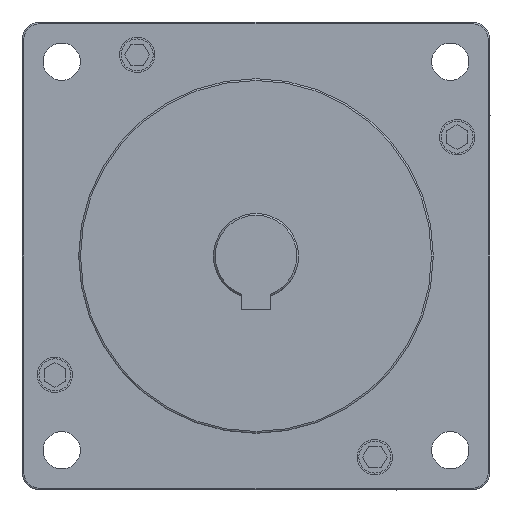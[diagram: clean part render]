
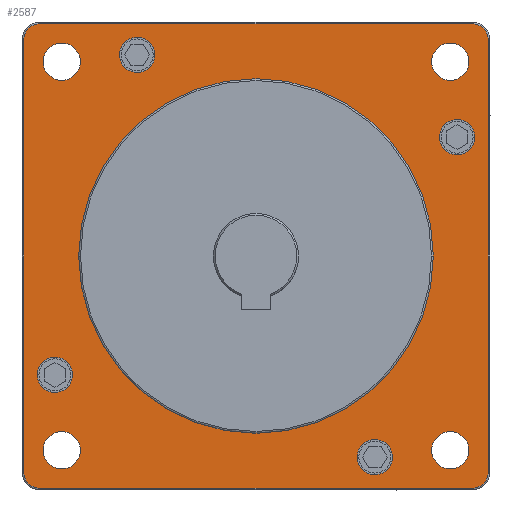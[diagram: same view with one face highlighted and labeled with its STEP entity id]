
A CAD part, left-side view. The second image highlights one B-rep face of the part: STEP entity #2587.
In plain terms, the highlighted planar face has unit normal (-1, 0, 0).
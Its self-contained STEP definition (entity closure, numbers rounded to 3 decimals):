
#1=CARTESIAN_POINT('',(0.,-54.8,-54.8));
#2=DIRECTION('',(-1.,0.,0.));
#3=DIRECTION('',(0.,-1.,0.));
#4=AXIS2_PLACEMENT_3D('',#1,#2,#3);
#6=CARTESIAN_POINT('',(0.,-54.8,-54.8));
#7=DIRECTION('',(-1.,0.,0.));
#8=DIRECTION('',(0.,1.,0.));
#9=AXIS2_PLACEMENT_3D('',#6,#7,#8);
#11=CARTESIAN_POINT('',(0.,54.8,-54.8));
#12=DIRECTION('',(-1.,0.,0.));
#13=DIRECTION('',(0.,-1.,0.));
#14=AXIS2_PLACEMENT_3D('',#11,#12,#13);
#16=CARTESIAN_POINT('',(0.,54.8,-54.8));
#17=DIRECTION('',(-1.,0.,0.));
#18=DIRECTION('',(0.,1.,0.));
#19=AXIS2_PLACEMENT_3D('',#16,#17,#18);
#21=CARTESIAN_POINT('',(0.,54.8,54.8));
#22=DIRECTION('',(-1.,0.,0.));
#23=DIRECTION('',(0.,-1.,0.));
#24=AXIS2_PLACEMENT_3D('',#21,#22,#23);
#26=CARTESIAN_POINT('',(0.,54.8,54.8));
#27=DIRECTION('',(-1.,0.,0.));
#28=DIRECTION('',(0.,1.,0.));
#29=AXIS2_PLACEMENT_3D('',#26,#27,#28);
#31=CARTESIAN_POINT('',(0.,-54.8,54.8));
#32=DIRECTION('',(-1.,0.,0.));
#33=DIRECTION('',(0.,-1.,0.));
#34=AXIS2_PLACEMENT_3D('',#31,#32,#33);
#36=CARTESIAN_POINT('',(0.,-54.8,54.8));
#37=DIRECTION('',(-1.,0.,0.));
#38=DIRECTION('',(0.,1.,0.));
#39=AXIS2_PLACEMENT_3D('',#36,#37,#38);
#41=CARTESIAN_POINT('',(0.,0.,0.));
#42=DIRECTION('',(-1.,0.,0.));
#43=DIRECTION('',(0.,1.,0.));
#44=AXIS2_PLACEMENT_3D('',#41,#42,#43);
#46=CARTESIAN_POINT('',(0.,0.,0.));
#47=DIRECTION('',(-1.,0.,0.));
#48=DIRECTION('',(0.,-1.,0.));
#49=AXIS2_PLACEMENT_3D('',#46,#47,#48);
#51=CARTESIAN_POINT('',(0.,-61.,-61.));
#52=DIRECTION('',(-1.,0.,0.));
#53=DIRECTION('',(0.,0.,-1.));
#54=AXIS2_PLACEMENT_3D('',#51,#52,#53);
#56=DIRECTION('',(0.,-1.,0.));
#57=VECTOR('',#56,122.);
#58=CARTESIAN_POINT('',(0.,61.,-65.5));
#59=LINE('',#58,#57);
#60=CARTESIAN_POINT('',(0.,61.,-61.));
#61=DIRECTION('',(-1.,0.,0.));
#62=DIRECTION('',(0.,1.,0.));
#63=AXIS2_PLACEMENT_3D('',#60,#61,#62);
#65=DIRECTION('',(0.,0.,-1.));
#66=VECTOR('',#65,122.);
#67=CARTESIAN_POINT('',(0.,65.5,61.));
#68=LINE('',#67,#66);
#69=CARTESIAN_POINT('',(0.,61.,61.));
#70=DIRECTION('',(-1.,0.,0.));
#71=DIRECTION('',(0.,0.,1.));
#72=AXIS2_PLACEMENT_3D('',#69,#70,#71);
#74=DIRECTION('',(0.,1.,0.));
#75=VECTOR('',#74,122.);
#76=CARTESIAN_POINT('',(0.,-61.,65.5));
#77=LINE('',#76,#75);
#78=CARTESIAN_POINT('',(0.,-61.,61.));
#79=DIRECTION('',(-1.,0.,0.));
#80=DIRECTION('',(0.,-1.,0.));
#81=AXIS2_PLACEMENT_3D('',#78,#79,#80);
#83=DIRECTION('',(0.,0.,1.));
#84=VECTOR('',#83,122.);
#85=CARTESIAN_POINT('',(0.,-65.5,-61.));
#86=LINE('',#85,#84);
#87=CARTESIAN_POINT('',(0.,-33.53,-56.72));
#88=DIRECTION('',(-1.,0.,0.));
#89=DIRECTION('',(0.,1.,0.));
#90=AXIS2_PLACEMENT_3D('',#87,#88,#89);
#92=CARTESIAN_POINT('',(0.,-33.53,-56.72));
#93=DIRECTION('',(-1.,0.,0.));
#94=DIRECTION('',(0.,-1.,0.));
#95=AXIS2_PLACEMENT_3D('',#92,#93,#94);
#131=CARTESIAN_POINT('',(0.,-56.72,33.53));
#132=DIRECTION('',(-1.,0.,0.));
#133=DIRECTION('',(0.,0.,-1.));
#134=AXIS2_PLACEMENT_3D('',#131,#132,#133);
#136=CARTESIAN_POINT('',(0.,-56.72,33.53));
#137=DIRECTION('',(-1.,0.,0.));
#138=DIRECTION('',(0.,0.,1.));
#139=AXIS2_PLACEMENT_3D('',#136,#137,#138);
#175=CARTESIAN_POINT('',(0.,33.53,56.72));
#176=DIRECTION('',(-1.,0.,0.));
#177=DIRECTION('',(0.,-1.,0.));
#178=AXIS2_PLACEMENT_3D('',#175,#176,#177);
#180=CARTESIAN_POINT('',(0.,33.53,56.72));
#181=DIRECTION('',(-1.,0.,0.));
#182=DIRECTION('',(0.,1.,0.));
#183=AXIS2_PLACEMENT_3D('',#180,#181,#182);
#219=CARTESIAN_POINT('',(0.,56.72,-33.53));
#220=DIRECTION('',(-1.,0.,0.));
#221=DIRECTION('',(0.,0.,1.));
#222=AXIS2_PLACEMENT_3D('',#219,#220,#221);
#224=CARTESIAN_POINT('',(0.,56.72,-33.53));
#225=DIRECTION('',(-1.,0.,0.));
#226=DIRECTION('',(0.,0.,-1.));
#227=AXIS2_PLACEMENT_3D('',#224,#225,#226);
#2046=CARTESIAN_POINT('',(0.,-60.05,-54.8));
#2047=CARTESIAN_POINT('',(0.,-49.55,-54.8));
#2048=VERTEX_POINT('',#2046);
#2049=VERTEX_POINT('',#2047);
#2050=CARTESIAN_POINT('',(0.,49.55,-54.8));
#2051=CARTESIAN_POINT('',(0.,60.05,-54.8));
#2052=VERTEX_POINT('',#2050);
#2053=VERTEX_POINT('',#2051);
#2054=CARTESIAN_POINT('',(0.,49.55,54.8));
#2055=CARTESIAN_POINT('',(0.,60.05,54.8));
#2056=VERTEX_POINT('',#2054);
#2057=VERTEX_POINT('',#2055);
#2058=CARTESIAN_POINT('',(0.,-60.05,54.8));
#2059=CARTESIAN_POINT('',(0.,-49.55,54.8));
#2060=VERTEX_POINT('',#2058);
#2061=VERTEX_POINT('',#2059);
#2278=CARTESIAN_POINT('',(0.,50.,0.));
#2279=CARTESIAN_POINT('',(0.,-50.,0.));
#2280=VERTEX_POINT('',#2278);
#2281=VERTEX_POINT('',#2279);
#2294=CARTESIAN_POINT('',(0.,-61.,-65.5));
#2295=CARTESIAN_POINT('',(0.,-65.5,-61.));
#2296=VERTEX_POINT('',#2294);
#2297=VERTEX_POINT('',#2295);
#2302=CARTESIAN_POINT('',(0.,-65.5,61.));
#2303=VERTEX_POINT('',#2302);
#2306=CARTESIAN_POINT('',(0.,-61.,65.5));
#2307=VERTEX_POINT('',#2306);
#2310=CARTESIAN_POINT('',(0.,61.,65.5));
#2311=VERTEX_POINT('',#2310);
#2314=CARTESIAN_POINT('',(0.,65.5,61.));
#2315=VERTEX_POINT('',#2314);
#2318=CARTESIAN_POINT('',(0.,65.5,-61.));
#2319=VERTEX_POINT('',#2318);
#2322=CARTESIAN_POINT('',(0.,61.,-65.5));
#2323=VERTEX_POINT('',#2322);
#2358=CARTESIAN_POINT('',(0.,-28.53,-56.72));
#2359=CARTESIAN_POINT('',(0.,-38.53,-56.72));
#2360=VERTEX_POINT('',#2358);
#2361=VERTEX_POINT('',#2359);
#2398=CARTESIAN_POINT('',(0.,-56.72,28.53));
#2399=CARTESIAN_POINT('',(0.,-56.72,38.53));
#2400=VERTEX_POINT('',#2398);
#2401=VERTEX_POINT('',#2399);
#2438=CARTESIAN_POINT('',(0.,28.53,56.72));
#2439=CARTESIAN_POINT('',(0.,38.53,56.72));
#2440=VERTEX_POINT('',#2438);
#2441=VERTEX_POINT('',#2439);
#2478=CARTESIAN_POINT('',(0.,56.72,-28.53));
#2479=CARTESIAN_POINT('',(0.,56.72,-38.53));
#2480=VERTEX_POINT('',#2478);
#2481=VERTEX_POINT('',#2479);
#2510=CARTESIAN_POINT('',(0.,0.,0.));
#2511=DIRECTION('',(1.,0.,0.));
#2512=DIRECTION('',(0.,-1.,0.));
#2513=AXIS2_PLACEMENT_3D('',#2510,#2511,#2512);
#2514=PLANE('',#2513);
#2516=ORIENTED_EDGE('',*,*,#2515,.F.);
#2518=ORIENTED_EDGE('',*,*,#2517,.F.);
#2520=ORIENTED_EDGE('',*,*,#2519,.F.);
#2522=ORIENTED_EDGE('',*,*,#2521,.F.);
#2524=ORIENTED_EDGE('',*,*,#2523,.F.);
#2526=ORIENTED_EDGE('',*,*,#2525,.F.);
#2528=ORIENTED_EDGE('',*,*,#2527,.F.);
#2530=ORIENTED_EDGE('',*,*,#2529,.F.);
#2531=EDGE_LOOP('',(#2516,#2518,#2520,#2522,#2524,#2526,#2528,#2530));
#2532=FACE_OUTER_BOUND('',#2531,.F.);
#2534=ORIENTED_EDGE('',*,*,#2533,.T.);
#2536=ORIENTED_EDGE('',*,*,#2535,.T.);
#2537=EDGE_LOOP('',(#2534,#2536));
#2538=FACE_BOUND('',#2537,.F.);
#2540=ORIENTED_EDGE('',*,*,#2539,.T.);
#2542=ORIENTED_EDGE('',*,*,#2541,.T.);
#2543=EDGE_LOOP('',(#2540,#2542));
#2544=FACE_BOUND('',#2543,.F.);
#2546=ORIENTED_EDGE('',*,*,#2545,.T.);
#2548=ORIENTED_EDGE('',*,*,#2547,.T.);
#2549=EDGE_LOOP('',(#2546,#2548));
#2550=FACE_BOUND('',#2549,.F.);
#2552=ORIENTED_EDGE('',*,*,#2551,.T.);
#2554=ORIENTED_EDGE('',*,*,#2553,.T.);
#2555=EDGE_LOOP('',(#2552,#2554));
#2556=FACE_BOUND('',#2555,.F.);
#2558=ORIENTED_EDGE('',*,*,#2557,.T.);
#2560=ORIENTED_EDGE('',*,*,#2559,.T.);
#2561=EDGE_LOOP('',(#2558,#2560));
#2562=FACE_BOUND('',#2561,.F.);
#2564=ORIENTED_EDGE('',*,*,#2563,.T.);
#2566=ORIENTED_EDGE('',*,*,#2565,.T.);
#2567=EDGE_LOOP('',(#2564,#2566));
#2568=FACE_BOUND('',#2567,.F.);
#2570=ORIENTED_EDGE('',*,*,#2569,.T.);
#2572=ORIENTED_EDGE('',*,*,#2571,.T.);
#2573=EDGE_LOOP('',(#2570,#2572));
#2574=FACE_BOUND('',#2573,.F.);
#2576=ORIENTED_EDGE('',*,*,#2575,.T.);
#2578=ORIENTED_EDGE('',*,*,#2577,.T.);
#2579=EDGE_LOOP('',(#2576,#2578));
#2580=FACE_BOUND('',#2579,.F.);
#2582=ORIENTED_EDGE('',*,*,#2581,.T.);
#2584=ORIENTED_EDGE('',*,*,#2583,.T.);
#2585=EDGE_LOOP('',(#2582,#2584));
#2586=FACE_BOUND('',#2585,.F.);
#5=CIRCLE('',#4,5.25);
#10=CIRCLE('',#9,5.25);
#15=CIRCLE('',#14,5.25);
#20=CIRCLE('',#19,5.25);
#25=CIRCLE('',#24,5.25);
#30=CIRCLE('',#29,5.25);
#35=CIRCLE('',#34,5.25);
#40=CIRCLE('',#39,5.25);
#45=CIRCLE('',#44,50.);
#50=CIRCLE('',#49,50.);
#55=CIRCLE('',#54,4.5);
#64=CIRCLE('',#63,4.5);
#73=CIRCLE('',#72,4.5);
#82=CIRCLE('',#81,4.5);
#91=CIRCLE('',#90,5.);
#96=CIRCLE('',#95,5.);
#135=CIRCLE('',#134,5.);
#140=CIRCLE('',#139,5.);
#179=CIRCLE('',#178,5.);
#184=CIRCLE('',#183,5.);
#223=CIRCLE('',#222,5.);
#228=CIRCLE('',#227,5.);
#2515=EDGE_CURVE('',#2296,#2297,#55,.T.);
#2517=EDGE_CURVE('',#2323,#2296,#59,.T.);
#2519=EDGE_CURVE('',#2319,#2323,#64,.T.);
#2521=EDGE_CURVE('',#2315,#2319,#68,.T.);
#2523=EDGE_CURVE('',#2311,#2315,#73,.T.);
#2525=EDGE_CURVE('',#2307,#2311,#77,.T.);
#2527=EDGE_CURVE('',#2303,#2307,#82,.T.);
#2529=EDGE_CURVE('',#2297,#2303,#86,.T.);
#2533=EDGE_CURVE('',#2048,#2049,#5,.T.);
#2535=EDGE_CURVE('',#2049,#2048,#10,.T.);
#2539=EDGE_CURVE('',#2052,#2053,#15,.T.);
#2541=EDGE_CURVE('',#2053,#2052,#20,.T.);
#2545=EDGE_CURVE('',#2056,#2057,#25,.T.);
#2547=EDGE_CURVE('',#2057,#2056,#30,.T.);
#2551=EDGE_CURVE('',#2060,#2061,#35,.T.);
#2553=EDGE_CURVE('',#2061,#2060,#40,.T.);
#2557=EDGE_CURVE('',#2280,#2281,#45,.T.);
#2559=EDGE_CURVE('',#2281,#2280,#50,.T.);
#2563=EDGE_CURVE('',#2360,#2361,#91,.T.);
#2565=EDGE_CURVE('',#2361,#2360,#96,.T.);
#2569=EDGE_CURVE('',#2400,#2401,#135,.T.);
#2571=EDGE_CURVE('',#2401,#2400,#140,.T.);
#2575=EDGE_CURVE('',#2440,#2441,#179,.T.);
#2577=EDGE_CURVE('',#2441,#2440,#184,.T.);
#2581=EDGE_CURVE('',#2480,#2481,#223,.T.);
#2583=EDGE_CURVE('',#2481,#2480,#228,.T.);
#2587=ADVANCED_FACE('',(#2532,#2538,#2544,#2550,#2556,#2562,#2568,#2574,#2580,
#2586),#2514,.F.);
